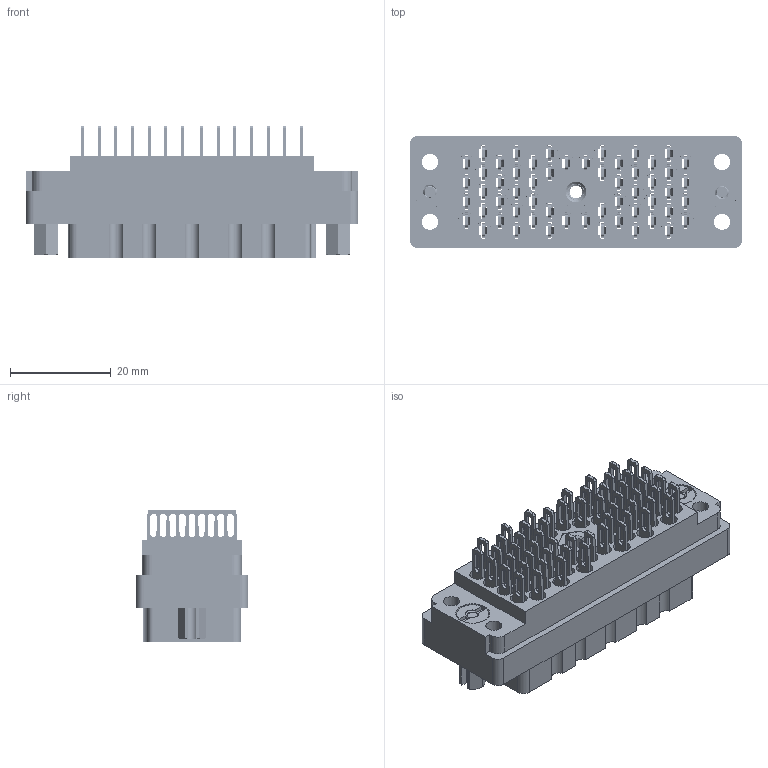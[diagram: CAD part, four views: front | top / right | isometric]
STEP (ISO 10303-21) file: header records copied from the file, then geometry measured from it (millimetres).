
FILE_DESCRIPTION (( 'STEP AP203' ), '1' );
FILE_NAME ('516-056-500-402.STEP', '2020-03-05T21:43:45', ( '' ), ( '' ), 'SwSTEP 2.0', 'SolidWorks 2016', '' );
FILE_SCHEMA (( 'CONFIG_CONTROL_DESIGN' ));
Length unit declared in the file: inch
Products named in the file (7): 516-252-035-100_516-252-035-100; 516-252-021-102_056; 516-056-500-402; 516-292-001_500 Contact; 516 Part Receptacle_056; 516-221-038-102_057; 516-221-038-102_056
Assembly tree (62 placements, depth 2):
  516-056-500-402
    516 Part Receptacle_056
    516-292-001_500 Contact  x56
    516-252-021-102_056  x2
    516-221-038-102_056
    516-252-035-100_516-252-035-100
    516-221-038-102_057
Bounding box: 65.84 x 22.25 x 26.21 mm (x, y, z)
Volume: 16659.7 mm3; surface area: 31279.8 mm2
Topology: 62 solids, 62 shells, 5742 faces, 16652 edges, 11050 vertices
Faces by surface type: plane 3359, cylinder 1969, bspline 370, cone 44
Entity records: 59954 total; most frequent: CARTESIAN_POINT 16295, ORIENTED_EDGE 8916, DIRECTION 8478, EDGE_CURVE 4458, LINE 3066, VECTOR 3066, VERTEX_POINT 2960, AXIS2_PLACEMENT_3D 2706
